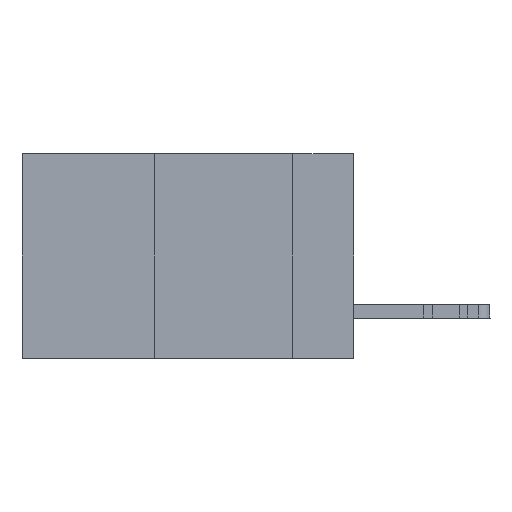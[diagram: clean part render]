
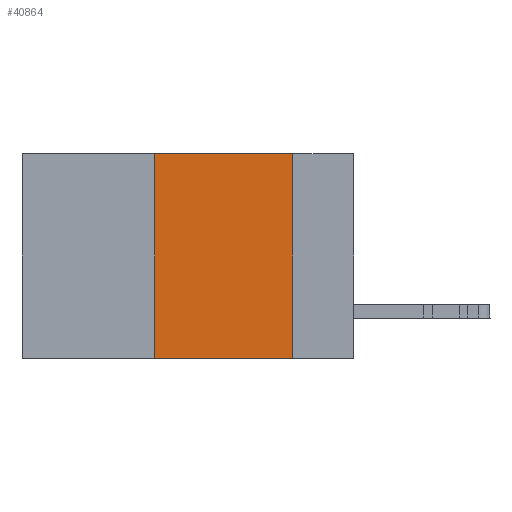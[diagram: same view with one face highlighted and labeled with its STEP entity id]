
A CAD part, left-side view. The second image highlights one B-rep face of the part: STEP entity #40864.
In plain terms, the highlighted planar face has unit normal (-1, 0, 0).
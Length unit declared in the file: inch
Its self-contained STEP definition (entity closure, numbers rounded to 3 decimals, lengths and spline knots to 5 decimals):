
#1669 = CARTESIAN_POINT ( 'NONE',  ( 0., 0.6, -0.37 ) ) ;
#3649 = LINE ( 'NONE', #27193, #45063 ) ;
#4573 = DIRECTION ( 'NONE',  ( 0., -1., 0. ) ) ;
#4935 = EDGE_CURVE ( 'NONE', #36966, #6683, #21520, .T. ) ;
#5272 = LINE ( 'NONE', #1669, #35449 ) ;
#6114 = DIRECTION ( 'NONE',  ( 0., 0., 1. ) ) ;
#6349 = CARTESIAN_POINT ( 'NONE',  ( 0., 0.36, -0.37 ) ) ;
#6683 = VERTEX_POINT ( 'NONE', #20362 ) ;
#7644 = CARTESIAN_POINT ( 'NONE',  ( 0., 0.36, 0. ) ) ;
#8465 = DIRECTION ( 'NONE',  ( 0., 0., -1. ) ) ;
#12992 = CARTESIAN_POINT ( 'NONE',  ( 0., 0.11, 0. ) ) ;
#13160 = DIRECTION ( 'NONE',  ( 0., -1., 0. ) ) ;
#15746 = EDGE_CURVE ( 'NONE', #43720, #36966, #3649, .T. ) ;
#15916 = ORIENTED_EDGE ( 'NONE', *, *, #27868, .F. ) ;
#16540 = AXIS2_PLACEMENT_3D ( 'NONE', #23475, #31284, #8465 ) ;
#16738 = VECTOR ( 'NONE', #23742, 39.37008 ) ;
#19559 = EDGE_LOOP ( 'NONE', ( #27667, #34759, #15916, #22561 ) ) ;
#20362 = CARTESIAN_POINT ( 'NONE',  ( 0., 0.11, -0.37 ) ) ;
#21520 = LINE ( 'NONE', #38659, #16738 ) ;
#22561 = ORIENTED_EDGE ( 'NONE', *, *, #44562, .T. ) ;
#23475 = CARTESIAN_POINT ( 'NONE',  ( 0., 0.6, 0. ) ) ;
#23742 = DIRECTION ( 'NONE',  ( 0., 0., -1. ) ) ;
#26164 = FACE_OUTER_BOUND ( 'NONE', #19559, .T. ) ;
#27193 = CARTESIAN_POINT ( 'NONE',  ( 0., 0.6, 0. ) ) ;
#27667 = ORIENTED_EDGE ( 'NONE', *, *, #4935, .F. ) ;
#27868 = EDGE_CURVE ( 'NONE', #43548, #43720, #48566, .T. ) ;
#31284 = DIRECTION ( 'NONE',  ( 1., 0., 0. ) ) ;
#34759 = ORIENTED_EDGE ( 'NONE', *, *, #15746, .F. ) ;
#35449 = VECTOR ( 'NONE', #13160, 39.37008 ) ;
#36966 = VERTEX_POINT ( 'NONE', #12992 ) ;
#38481 = VECTOR ( 'NONE', #6114, 39.37008 ) ;
#38659 = CARTESIAN_POINT ( 'NONE',  ( 0., 0.11, 0. ) ) ;
#40864 = ADVANCED_FACE ( 'NONE', ( #26164 ), #42503, .F. ) ;
#42503 = PLANE ( 'NONE',  #16540 ) ;
#43548 = VERTEX_POINT ( 'NONE', #6349 ) ;
#43720 = VERTEX_POINT ( 'NONE', #7644 ) ;
#44562 = EDGE_CURVE ( 'NONE', #43548, #6683, #5272, .T. ) ;
#45063 = VECTOR ( 'NONE', #4573, 39.37008 ) ;
#47947 = CARTESIAN_POINT ( 'NONE',  ( 0., 0.36, 0. ) ) ;
#48566 = LINE ( 'NONE', #47947, #38481 ) ;
